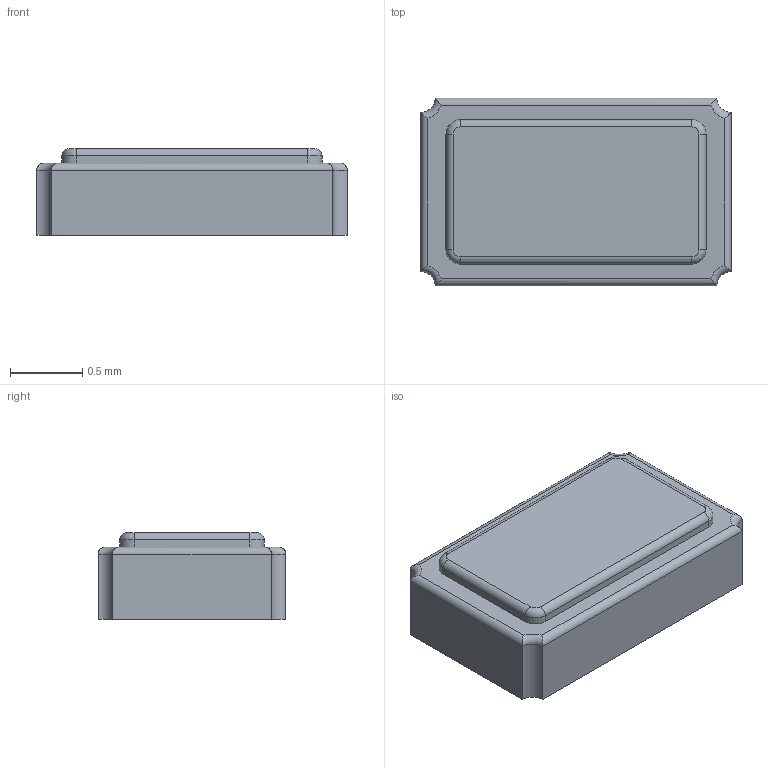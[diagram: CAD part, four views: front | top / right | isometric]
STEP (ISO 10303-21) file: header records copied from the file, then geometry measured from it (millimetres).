
FILE_DESCRIPTION((''),'2;1');
FILE_NAME('XTAL_ABRACON_ABS06.stp','2015-08-12T11:33:11',(''),(''),'Mechanical Desktop 2011','Mechanical Desktop 2011',', , ');
FILE_SCHEMA(('AUTOMOTIVE_DESIGN { 1 2 10303 214 1 1 1 1 }'));
Length unit declared in the file: millimetre
Products named in the file (1): Product
Bounding box: 2.15 x 1.3 x 0.6 mm (x, y, z)
Volume: 1.6 mm3; surface area: 16.7 mm2
Topology: 4 solids, 4 shells, 60 faces, 134 edges, 84 vertices
Faces by surface type: bspline 25, cylinder 16, plane 13, torus 6
Entity records: 1866 total; most frequent: CARTESIAN_POINT 540, ORIENTED_EDGE 268, DIRECTION 230, EDGE_CURVE 134, VECTOR 94, LINE 94, VERTEX_POINT 84, AXIS2_PLACEMENT_3D 68
